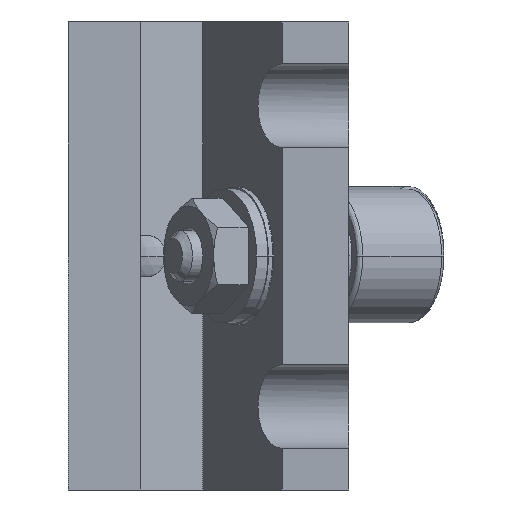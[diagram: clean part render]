
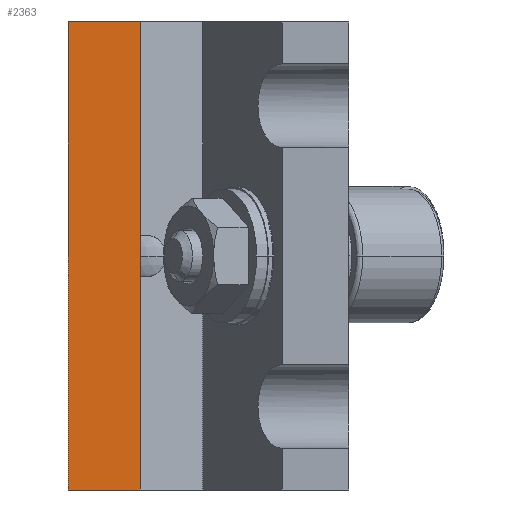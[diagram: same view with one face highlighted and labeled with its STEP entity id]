
A CAD part, left-side view. The second image highlights one B-rep face of the part: STEP entity #2363.
In plain terms, the highlighted planar face has unit normal (-1, 0, 0).
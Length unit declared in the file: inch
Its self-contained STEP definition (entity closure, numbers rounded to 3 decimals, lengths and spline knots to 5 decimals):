
#84 = CARTESIAN_POINT ( 'NONE',  ( -1.25, 0.605, 0.875 ) ) ;
#964 = DIRECTION ( 'NONE',  ( 0., 0., 1. ) ) ;
#1051 = DIRECTION ( 'NONE',  ( -1., 0., 0. ) ) ;
#1093 = AXIS2_PLACEMENT_3D ( 'NONE', #9632, #1051, #4756 ) ;
#1542 = LINE ( 'NONE', #7792, #4432 ) ;
#1650 = CARTESIAN_POINT ( 'NONE',  ( -1.25, 0.605, -0.875 ) ) ;
#1934 = ORIENTED_EDGE ( 'NONE', *, *, #8995, .T. ) ;
#2363 = ADVANCED_FACE ( 'NONE', ( #4189 ), #4040, .T. ) ;
#2610 = LINE ( 'NONE', #5743, #6416 ) ;
#3164 = CARTESIAN_POINT ( 'NONE',  ( -1.25, 0.605, -0.875 ) ) ;
#3425 = VERTEX_POINT ( 'NONE', #84 ) ;
#3836 = CARTESIAN_POINT ( 'NONE',  ( -1.25, 0.875, 0.875 ) ) ;
#3936 = LINE ( 'NONE', #3164, #4122 ) ;
#4040 = PLANE ( 'NONE',  #1093 ) ;
#4122 = VECTOR ( 'NONE', #4703, 39.37008 ) ;
#4189 = FACE_OUTER_BOUND ( 'NONE', #6350, .T. ) ;
#4299 = CARTESIAN_POINT ( 'NONE',  ( -1.25, 0.875, -0.875 ) ) ;
#4432 = VECTOR ( 'NONE', #964, 39.37008 ) ;
#4703 = DIRECTION ( 'NONE',  ( 0., -1., 0. ) ) ;
#4738 = ORIENTED_EDGE ( 'NONE', *, *, #8241, .T. ) ;
#4756 = DIRECTION ( 'NONE',  ( 0., 0., 1. ) ) ;
#5632 = DIRECTION ( 'NONE',  ( 0., 0., 1. ) ) ;
#5743 = CARTESIAN_POINT ( 'NONE',  ( -1.25, 0.605, 0.875 ) ) ;
#5937 = VERTEX_POINT ( 'NONE', #7499 ) ;
#6007 = VERTEX_POINT ( 'NONE', #1650 ) ;
#6252 = VERTEX_POINT ( 'NONE', #3836 ) ;
#6350 = EDGE_LOOP ( 'NONE', ( #8057, #8201, #4738, #1934 ) ) ;
#6416 = VECTOR ( 'NONE', #8888, 39.37008 ) ;
#7225 = LINE ( 'NONE', #4299, #9381 ) ;
#7251 = EDGE_CURVE ( 'NONE', #6252, #3425, #2610, .T. ) ;
#7499 = CARTESIAN_POINT ( 'NONE',  ( -1.25, 0.875, -0.875 ) ) ;
#7792 = CARTESIAN_POINT ( 'NONE',  ( -1.25, 0.605, -0.875 ) ) ;
#8011 = EDGE_CURVE ( 'NONE', #5937, #6252, #7225, .T. ) ;
#8057 = ORIENTED_EDGE ( 'NONE', *, *, #7251, .F. ) ;
#8201 = ORIENTED_EDGE ( 'NONE', *, *, #8011, .F. ) ;
#8241 = EDGE_CURVE ( 'NONE', #5937, #6007, #3936, .T. ) ;
#8888 = DIRECTION ( 'NONE',  ( 0., -1., 0. ) ) ;
#8995 = EDGE_CURVE ( 'NONE', #6007, #3425, #1542, .T. ) ;
#9381 = VECTOR ( 'NONE', #5632, 39.37008 ) ;
#9632 = CARTESIAN_POINT ( 'NONE',  ( -1.25, 0.605, -0.875 ) ) ;
